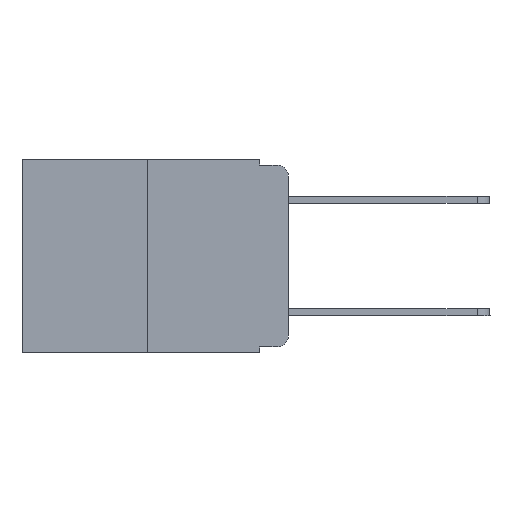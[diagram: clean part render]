
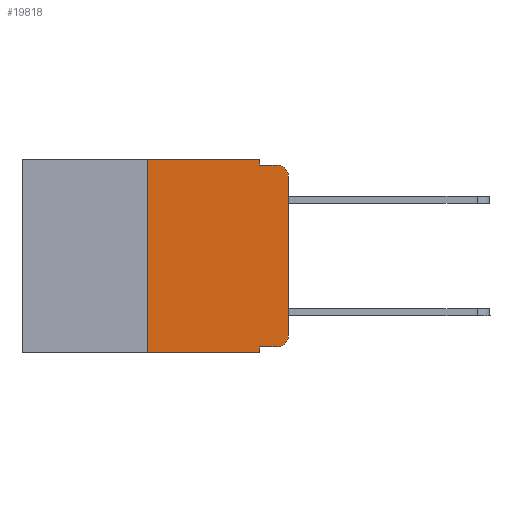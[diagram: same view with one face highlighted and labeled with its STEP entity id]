
A CAD part, left-side view. The second image highlights one B-rep face of the part: STEP entity #19818.
In plain terms, the highlighted planar face has unit normal (-1, 0, 0).
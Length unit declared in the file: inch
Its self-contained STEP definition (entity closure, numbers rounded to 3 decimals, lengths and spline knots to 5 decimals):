
#712 = CARTESIAN_POINT ( 'NONE',  ( 0., 0., -0.313 ) ) ;
#893 = VECTOR ( 'NONE', #11440, 39.37008 ) ;
#1165 = VERTEX_POINT ( 'NONE', #6483 ) ;
#1191 = CARTESIAN_POINT ( 'NONE',  ( 0., 0.051, 0. ) ) ;
#1510 = ORIENTED_EDGE ( 'NONE', *, *, #3963, .T. ) ;
#1571 = VECTOR ( 'NONE', #14574, 39.37008 ) ;
#1729 = EDGE_CURVE ( 'NONE', #8732, #1165, #13933, .T. ) ;
#1798 = FACE_OUTER_BOUND ( 'NONE', #4694, .T. ) ;
#2813 = LINE ( 'NONE', #11333, #13951 ) ;
#2838 = CARTESIAN_POINT ( 'NONE',  ( 0., 0.25, 0. ) ) ;
#3558 = DIRECTION ( 'NONE',  ( 0., 0., -1. ) ) ;
#3681 = CARTESIAN_POINT ( 'NONE',  ( 0., 0.473, -0.343 ) ) ;
#3963 = EDGE_CURVE ( 'NONE', #4973, #1165, #17834, .T. ) ;
#3991 = CARTESIAN_POINT ( 'NONE',  ( 0., 0., 0. ) ) ;
#4002 = CARTESIAN_POINT ( 'NONE',  ( 0., 0.051, -0.01 ) ) ;
#4249 = CARTESIAN_POINT ( 'NONE',  ( 0., 0.02, -0.313 ) ) ;
#4694 = EDGE_LOOP ( 'NONE', ( #16975, #15815, #16958, #13314, #13159, #15506, #1510, #21891, #17505, #12024 ) ) ;
#4696 = VERTEX_POINT ( 'NONE', #1191 ) ;
#4973 = VERTEX_POINT ( 'NONE', #18001 ) ;
#5426 = VERTEX_POINT ( 'NONE', #2838 ) ;
#5921 = DIRECTION ( 'NONE',  ( 0., 0., 1. ) ) ;
#5954 = EDGE_CURVE ( 'NONE', #5426, #4696, #2813, .T. ) ;
#6346 = AXIS2_PLACEMENT_3D ( 'NONE', #19323, #8847, #15480 ) ;
#6483 = CARTESIAN_POINT ( 'NONE',  ( 0., 0.051, -0.343 ) ) ;
#6574 = CARTESIAN_POINT ( 'NONE',  ( 0., 0.02, -0.333 ) ) ;
#7547 = LINE ( 'NONE', #3991, #1571 ) ;
#8732 = VERTEX_POINT ( 'NONE', #15322 ) ;
#8847 = DIRECTION ( 'NONE',  ( 1., 0., 0. ) ) ;
#9376 = CARTESIAN_POINT ( 'NONE',  ( 0., 0.02, -0.01 ) ) ;
#9426 = LINE ( 'NONE', #4002, #893 ) ;
#9457 = VERTEX_POINT ( 'NONE', #21523 ) ;
#10697 = VECTOR ( 'NONE', #10701, 39.37008 ) ;
#10701 = DIRECTION ( 'NONE',  ( 0., -1., 0. ) ) ;
#10793 = CARTESIAN_POINT ( 'NONE',  ( 0., 0.02, -0.03 ) ) ;
#11333 = CARTESIAN_POINT ( 'NONE',  ( 0., 0.473, 0. ) ) ;
#11440 = DIRECTION ( 'NONE',  ( 0., -1., 0. ) ) ;
#11497 = EDGE_CURVE ( 'NONE', #4973, #5426, #19962, .T. ) ;
#11568 = DIRECTION ( 'NONE',  ( 0., -1., 0. ) ) ;
#11776 = EDGE_CURVE ( 'NONE', #4696, #9457, #12114, .T. ) ;
#12024 = ORIENTED_EDGE ( 'NONE', *, *, #20919, .T. ) ;
#12114 = LINE ( 'NONE', #15896, #16576 ) ;
#12603 = VECTOR ( 'NONE', #20731, 39.37008 ) ;
#13159 = ORIENTED_EDGE ( 'NONE', *, *, #5954, .F. ) ;
#13314 = ORIENTED_EDGE ( 'NONE', *, *, #11776, .F. ) ;
#13367 = AXIS2_PLACEMENT_3D ( 'NONE', #4249, #14708, #21736 ) ;
#13402 = VERTEX_POINT ( 'NONE', #6574 ) ;
#13862 = CIRCLE ( 'NONE', #15687, 0.02 ) ;
#13933 = LINE ( 'NONE', #14045, #12603 ) ;
#13951 = VECTOR ( 'NONE', #11568, 39.37008 ) ;
#14036 = DIRECTION ( 'NONE',  ( -1., 0., 0. ) ) ;
#14045 = CARTESIAN_POINT ( 'NONE',  ( 0., 0.051, 0. ) ) ;
#14388 = LINE ( 'NONE', #21422, #16357 ) ;
#14574 = DIRECTION ( 'NONE',  ( 0., 0., 1. ) ) ;
#14708 = DIRECTION ( 'NONE',  ( -1., 0., 0. ) ) ;
#15322 = CARTESIAN_POINT ( 'NONE',  ( 0., 0.051, -0.333 ) ) ;
#15480 = DIRECTION ( 'NONE',  ( 0., 0., -1. ) ) ;
#15506 = ORIENTED_EDGE ( 'NONE', *, *, #11497, .F. ) ;
#15607 = VERTEX_POINT ( 'NONE', #9376 ) ;
#15687 = AXIS2_PLACEMENT_3D ( 'NONE', #10793, #14036, #3558 ) ;
#15815 = ORIENTED_EDGE ( 'NONE', *, *, #18942, .T. ) ;
#15877 = DIRECTION ( 'NONE',  ( 0., -1., 0. ) ) ;
#15896 = CARTESIAN_POINT ( 'NONE',  ( 0., 0.051, 0. ) ) ;
#16357 = VECTOR ( 'NONE', #15877, 39.37008 ) ;
#16494 = VERTEX_POINT ( 'NONE', #712 ) ;
#16563 = VECTOR ( 'NONE', #5921, 39.37008 ) ;
#16576 = VECTOR ( 'NONE', #21227, 39.37008 ) ;
#16958 = ORIENTED_EDGE ( 'NONE', *, *, #22414, .F. ) ;
#16975 = ORIENTED_EDGE ( 'NONE', *, *, #19974, .T. ) ;
#17284 = EDGE_CURVE ( 'NONE', #8732, #13402, #14388, .T. ) ;
#17505 = ORIENTED_EDGE ( 'NONE', *, *, #17284, .T. ) ;
#17774 = CIRCLE ( 'NONE', #13367, 0.02 ) ;
#17834 = LINE ( 'NONE', #3681, #10697 ) ;
#18001 = CARTESIAN_POINT ( 'NONE',  ( 0., 0.25, -0.343 ) ) ;
#18942 = EDGE_CURVE ( 'NONE', #20180, #15607, #13862, .T. ) ;
#19323 = CARTESIAN_POINT ( 'NONE',  ( 0., 0.473, 0. ) ) ;
#19818 = ADVANCED_FACE ( 'NONE', ( #1798 ), #20805, .F. ) ;
#19962 = LINE ( 'NONE', #20175, #16563 ) ;
#19974 = EDGE_CURVE ( 'NONE', #16494, #20180, #7547, .T. ) ;
#20175 = CARTESIAN_POINT ( 'NONE',  ( 0., 0.25, 0. ) ) ;
#20180 = VERTEX_POINT ( 'NONE', #22039 ) ;
#20731 = DIRECTION ( 'NONE',  ( 0., 0., -1. ) ) ;
#20805 = PLANE ( 'NONE',  #6346 ) ;
#20919 = EDGE_CURVE ( 'NONE', #13402, #16494, #17774, .T. ) ;
#21227 = DIRECTION ( 'NONE',  ( 0., 0., -1. ) ) ;
#21422 = CARTESIAN_POINT ( 'NONE',  ( 0., 0.051, -0.333 ) ) ;
#21523 = CARTESIAN_POINT ( 'NONE',  ( 0., 0.051, -0.01 ) ) ;
#21736 = DIRECTION ( 'NONE',  ( 0., 0., -1. ) ) ;
#21891 = ORIENTED_EDGE ( 'NONE', *, *, #1729, .F. ) ;
#22039 = CARTESIAN_POINT ( 'NONE',  ( 0., 0., -0.03 ) ) ;
#22414 = EDGE_CURVE ( 'NONE', #9457, #15607, #9426, .T. ) ;
